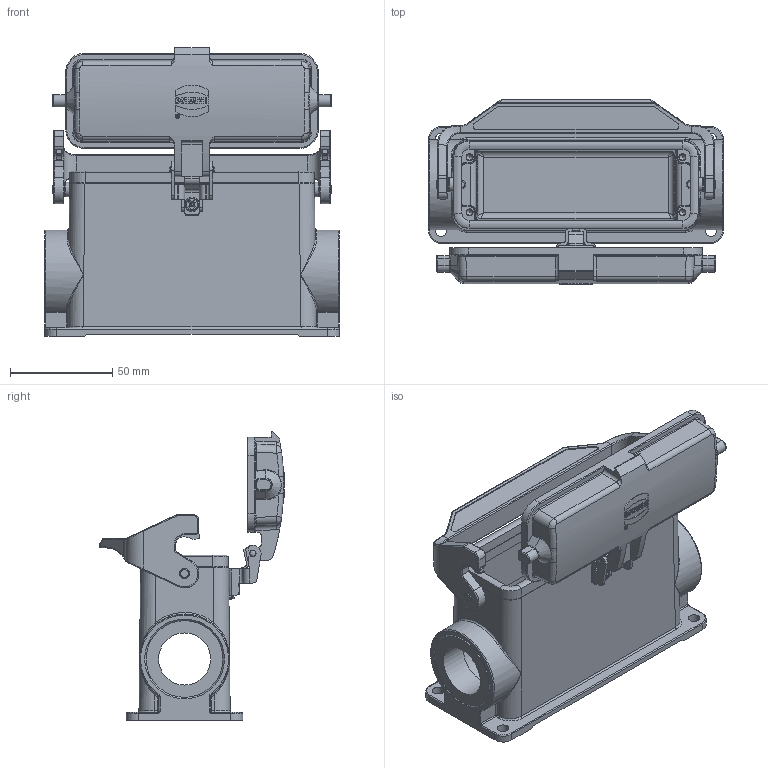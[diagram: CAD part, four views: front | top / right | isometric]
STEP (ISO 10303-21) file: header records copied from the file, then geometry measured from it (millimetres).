
FILE_DESCRIPTION((''),'2;1');
FILE_NAME('05300240276.stp','2020-07-13T16:04:36',('e.eickhoff'),(''),'Autodesk Inventor 2012','Autodesk Inventor 2012','');
FILE_SCHEMA(('AUTOMOTIVE_DESIGN { 1 0 10303 214 1 1 1 1 }'));
Length unit declared in the file: millimetre
Products named in the file (3): 05300240276; M25-PG29 Adapter
Assembly tree (3 placements, depth 2):
  05300240276
    05300240276
    M25-PG29 Adapter  x2
Bounding box: 144 x 90.27 x 141.13 mm (x, y, z)
Volume: 211528.6 mm3; surface area: 110004.4 mm2
Topology: 5 solids, 5 shells, 944 faces, 2460 edges, 1535 vertices
Faces by surface type: plane 344, cylinder 310, bspline 189, torus 60, cone 35, sphere 6
Full cylindrical faces by diameter (mm): 3 x6, 4 x2, 4.8 x2, 5.6 x4, 7 x3, 25.5 x2, 32 x2, 37 x2, 37.5 x2
Entity records: 34033 total; most frequent: CARTESIAN_POINT 11203, ORIENTED_EDGE 4732, DIRECTION 4545, EDGE_CURVE 2366, AXIS2_PLACEMENT_3D 1669, VERTEX_POINT 1506, VECTOR 1207, LINE 1207
